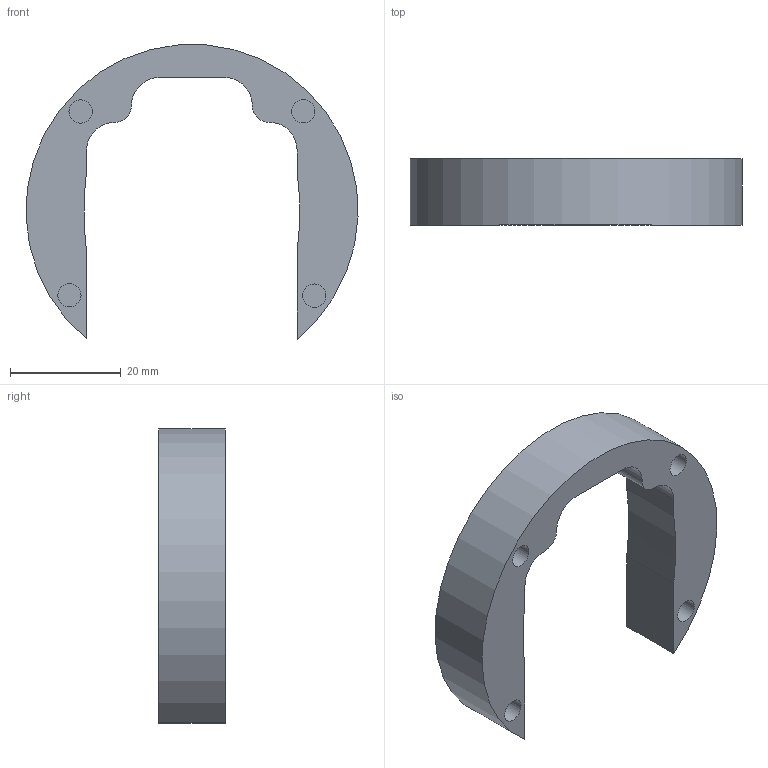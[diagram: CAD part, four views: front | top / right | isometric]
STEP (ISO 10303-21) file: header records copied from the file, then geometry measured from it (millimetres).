
FILE_DESCRIPTION(/* description */ (''),/* implementation_level */ '2;1');
FILE_NAME(/* name */ 'Lens Filter Slide B v15.step',/* time_stamp */ '2023-11-28T20:17:34-05:00',/* author */ (''),/* organization */ (''),/* preprocessor_version */ 'ST-DEVELOPER v20',/* originating_system */ 'Autodesk Translation Framework v12.14.0.127',/* authorisation */ '');
FILE_SCHEMA (('AUTOMOTIVE_DESIGN { 1 0 10303 214 3 1 1 }'));
Length unit declared in the file: millimetre
Products named in the file (1): Lens Filter Slide B
Bounding box: 59.96 x 12 x 53.14 mm (x, y, z)
Volume: 11097.7 mm3; surface area: 5934.7 mm2
Topology: 1 solids, 1 shells, 34 faces, 69 edges, 46 vertices
Faces by surface type: cylinder 18, plane 16
Full cylindrical faces by diameter (mm): 4.2 x8, 8.6 x1
Entity records: 942 total; most frequent: DIRECTION 175, CARTESIAN_POINT 150, ORIENTED_EDGE 138, AXIS2_PLACEMENT_3D 71, EDGE_CURVE 69, VERTEX_POINT 46, EDGE_LOOP 43, CIRCLE 36
